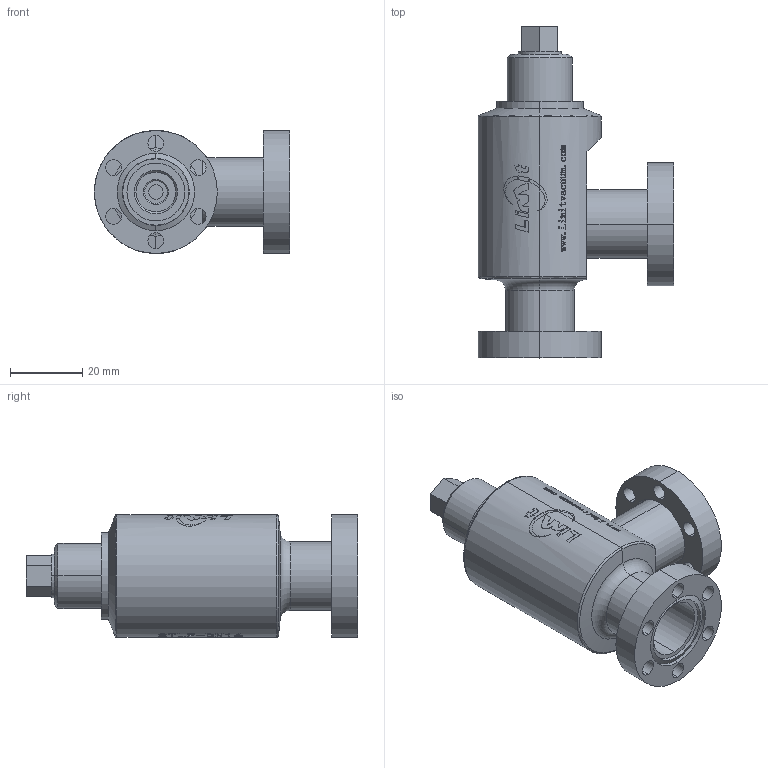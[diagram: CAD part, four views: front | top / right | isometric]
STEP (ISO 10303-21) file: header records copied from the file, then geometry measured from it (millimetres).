
FILE_DESCRIPTION (( 'STEP AP214' ), '1' );
FILE_NAME ('STLF-DN16.STEP', '2024-05-08T05:18:16', ( '' ), ( '' ), 'SwSTEP 2.0', 'SolidWorks 2020', '' );
FILE_SCHEMA (( 'AUTOMOTIVE_DESIGN' ));
Length unit declared in the file: millimetre
Products named in the file (1): STLF-DN16
Bounding box: 54 x 91.8 x 34 mm (x, y, z)
Volume: 43163 mm3; surface area: 24548.6 mm2
Topology: 6 solids, 6 shells, 848 faces, 2276 edges, 1505 vertices
Faces by surface type: bspline 349, plane 337, cylinder 136, cone 24, torus 2
Entity records: 68205 total; most frequent: CARTESIAN_POINT 46424, ORIENTED_EDGE 4552, DIRECTION 2583, EDGE_CURVE 2276, VERTEX_POINT 1505, B_SPLINE_CURVE_WITH_KNOTS 1162, AXIS2_PLACEMENT_3D 970, EDGE_LOOP 949
